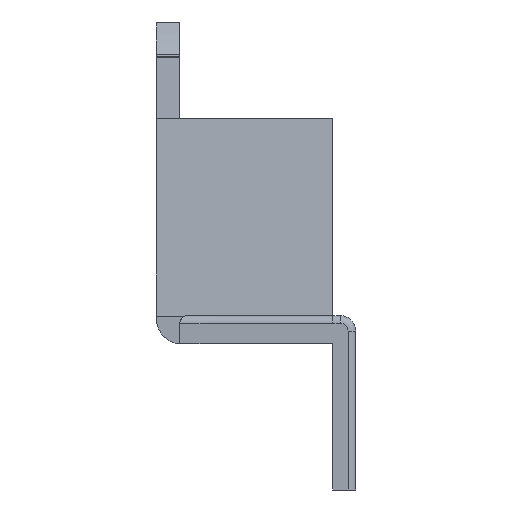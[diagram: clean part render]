
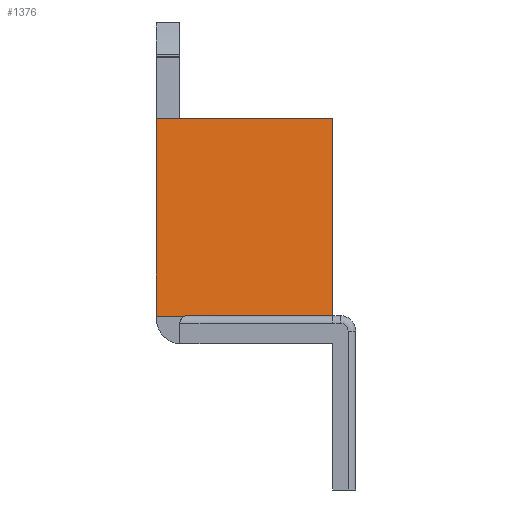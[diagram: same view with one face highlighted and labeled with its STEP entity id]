
A CAD part, front view. The second image highlights one B-rep face of the part: STEP entity #1376.
In plain terms, the highlighted planar face has unit normal (0, -0.996, 0.089).
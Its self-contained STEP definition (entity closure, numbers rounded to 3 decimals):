
#58=PLANE('',#1487);
#107=FACE_OUTER_BOUND('',#185,.T.);
#185=EDGE_LOOP('',(#1033,#1034,#1035,#1036,#1037,#1038));
#255=ELLIPSE('',#1453,1.004,1.);
#363=LINE('',#2175,#496);
#377=LINE('',#2204,#510);
#378=LINE('',#2206,#511);
#379=LINE('',#2208,#512);
#380=LINE('',#2209,#513);
#496=VECTOR('',#1708,10.);
#510=VECTOR('',#1732,10.);
#511=VECTOR('',#1733,10.);
#512=VECTOR('',#1734,10.);
#513=VECTOR('',#1735,10.);
#598=VERTEX_POINT('',#2037);
#599=VERTEX_POINT('',#2039);
#639=VERTEX_POINT('',#2174);
#649=VERTEX_POINT('',#2203);
#650=VERTEX_POINT('',#2205);
#651=VERTEX_POINT('',#2207);
#730=EDGE_CURVE('',#598,#599,#255,.F.);
#783=EDGE_CURVE('',#639,#599,#363,.T.);
#797=EDGE_CURVE('',#649,#639,#377,.T.);
#798=EDGE_CURVE('',#598,#650,#378,.F.);
#799=EDGE_CURVE('',#650,#651,#379,.T.);
#800=EDGE_CURVE('',#651,#649,#380,.T.);
#1033=ORIENTED_EDGE('',*,*,#797,.T.);
#1034=ORIENTED_EDGE('',*,*,#783,.T.);
#1035=ORIENTED_EDGE('',*,*,#730,.F.);
#1036=ORIENTED_EDGE('',*,*,#798,.T.);
#1037=ORIENTED_EDGE('',*,*,#799,.T.);
#1038=ORIENTED_EDGE('',*,*,#800,.T.);
#1376=ADVANCED_FACE('',(#107),#58,.T.);
#1453=AXIS2_PLACEMENT_3D('',#2040,#1614,#1615);
#1487=AXIS2_PLACEMENT_3D('',#2202,#1730,#1731);
#1614=DIRECTION('center_axis',(0.,0.996,-0.089));
#1615=DIRECTION('ref_axis',(0.,0.089,0.996));
#1708=DIRECTION('',(1.,0.,0.));
#1730=DIRECTION('center_axis',(0.,-0.996,0.089));
#1731=DIRECTION('ref_axis',(0.,-0.089,-0.996));
#1732=DIRECTION('',(0.,-0.089,-0.996));
#1733=DIRECTION('',(-1.,0.,0.));
#1734=DIRECTION('',(0.,0.089,0.996));
#1735=DIRECTION('',(-1.,0.,0.));
#2037=CARTESIAN_POINT('',(161.005,404.811,24.91));
#2039=CARTESIAN_POINT('',(160.669,404.806,24.852));
#2040=CARTESIAN_POINT('Origin',(161.005,404.722,23.91));
#2174=CARTESIAN_POINT('',(156.924,404.806,24.852));
#2175=CARTESIAN_POINT('',(168.424,404.806,24.852));
#2202=CARTESIAN_POINT('Origin',(168.424,405.953,37.731));
#2203=CARTESIAN_POINT('',(156.924,407.099,50.609));
#2204=CARTESIAN_POINT('',(156.924,406.239,40.95));
#2205=CARTESIAN_POINT('',(179.924,404.811,24.91));
#2206=CARTESIAN_POINT('',(169.194,404.811,24.91));
#2207=CARTESIAN_POINT('',(179.924,407.099,50.609));
#2208=CARTESIAN_POINT('',(179.924,406.195,40.452));
#2209=CARTESIAN_POINT('',(168.424,407.099,50.609));
